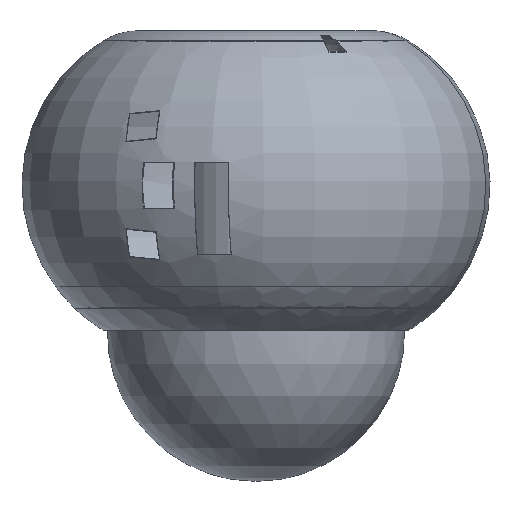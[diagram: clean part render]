
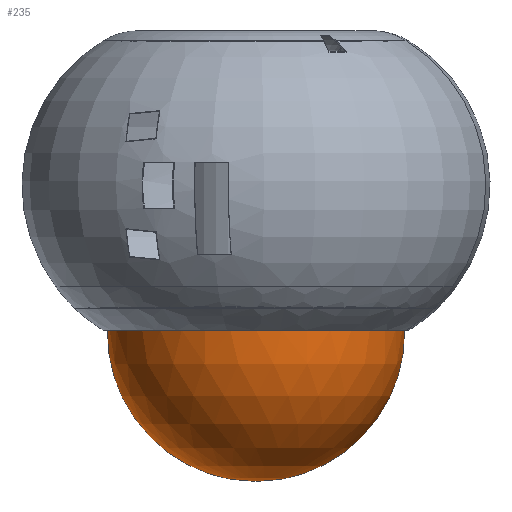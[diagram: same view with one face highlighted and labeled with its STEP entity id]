
A CAD part, front view. The second image highlights one B-rep face of the part: STEP entity #235.
In plain terms, the highlighted spherical face has radius 3013.66 mm.
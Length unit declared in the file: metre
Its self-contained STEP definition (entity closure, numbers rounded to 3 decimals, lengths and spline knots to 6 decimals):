
#235=ADVANCED_FACE('0:45699',(#465),#466,.T.);
#465=FACE_OUTER_BOUND('',#695,.T.);
#466=SPHERICAL_SURFACE('',#696,3.013659);
#695=EDGE_LOOP('',(#1566,#1567,#1568));
#696=AXIS2_PLACEMENT_3D('',#1569,#1570,#1571);
#1566=ORIENTED_EDGE('',*,*,#1852,.T.);
#1567=ORIENTED_EDGE('',*,*,#1855,.T.);
#1568=ORIENTED_EDGE('',*,*,#1861,.T.);
#1569=CARTESIAN_POINT('',(0.0,0.0,-2.993));
#1570=DIRECTION('',(0.0,0.0,1.0));
#1571=DIRECTION('',(1.0,0.0,0.0));
#1852=EDGE_CURVE('',#2319,#2320,#2321,.T.);
#1855=EDGE_CURVE('',#2320,#2324,#2326,.T.);
#1861=EDGE_CURVE('0:45717',#2324,#2319,#2336,.T.);
#2319=VERTEX_POINT('',#4020);
#2320=VERTEX_POINT('',#4021);
#2321=CIRCLE('',#4022,3.013659);
#2324=VERTEX_POINT('',#4025);
#2326=CIRCLE('',#4027,3.013659);
#2336=CIRCLE('',#4037,3.013199);
#4020=CARTESIAN_POINT('',(-3.013199,0.,-2.940328));
#4021=CARTESIAN_POINT('',(0.0,0.0,-6.006659));
#4022=AXIS2_PLACEMENT_3D('',#4616,#4617,#4618);
#4025=CARTESIAN_POINT('',(3.013199,0.,-2.940328));
#4027=AXIS2_PLACEMENT_3D('',#4625,#4626,#4627);
#4037=AXIS2_PLACEMENT_3D('',#4643,#4644,#4645);
#4616=CARTESIAN_POINT('',(0.0,0.0,-2.993));
#4617=DIRECTION('',(0.,-1.0,0.0));
#4618=DIRECTION('',(0.0,0.0,1.0));
#4625=CARTESIAN_POINT('',(0.0,0.0,-2.993));
#4626=DIRECTION('',(0.,-1.0,0.0));
#4627=DIRECTION('',(0.0,0.0,1.0));
#4643=CARTESIAN_POINT('',(0.0,0.0,-2.940328));
#4644=DIRECTION('',(-0.0,-0.0,-1.0));
#4645=DIRECTION('',(0.0,-1.0,0.0));
